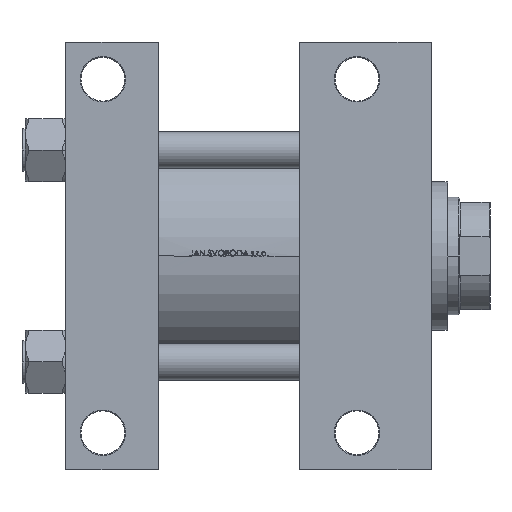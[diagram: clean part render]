
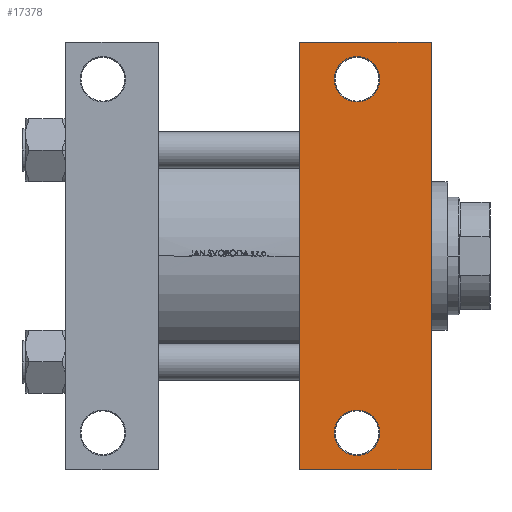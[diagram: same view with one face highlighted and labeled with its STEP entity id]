
A CAD part, front view. The second image highlights one B-rep face of the part: STEP entity #17378.
In plain terms, the highlighted face is planar.
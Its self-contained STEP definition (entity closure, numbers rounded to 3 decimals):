
#524 = VECTOR ( 'NONE', #34571, 1000. ) ;
#1424 = ORIENTED_EDGE ( 'NONE', *, *, #19599, .T. ) ;
#2726 = DIRECTION ( 'NONE',  ( 0., 0., 1. ) ) ;
#3334 = CARTESIAN_POINT ( 'NONE',  ( 159.5, 105., -82.5 ) ) ;
#3629 = ORIENTED_EDGE ( 'NONE', *, *, #17832, .T. ) ;
#4305 = LINE ( 'NONE', #10483, #35879 ) ;
#6344 = LINE ( 'NONE', #26141, #32942 ) ;
#6534 = CARTESIAN_POINT ( 'NONE',  ( 173., -105., -82.5 ) ) ;
#8762 = EDGE_LOOP ( 'NONE', ( #18375, #14155 ) ) ;
#8800 = EDGE_CURVE ( 'NONE', #8937, #45210, #47094, .T. ) ;
#8937 = VERTEX_POINT ( 'NONE', #3334 ) ;
#8983 = DIRECTION ( 'NONE',  ( -1., 0., 0. ) ) ;
#9472 = EDGE_LOOP ( 'NONE', ( #47132, #3629 ) ) ;
#9678 = CARTESIAN_POINT ( 'NONE',  ( 217., 82.5, -82.5 ) ) ;
#10483 = CARTESIAN_POINT ( 'NONE',  ( 139., 82.5, -82.5 ) ) ;
#11623 = CIRCLE ( 'NONE', #22963, 13.5 ) ;
#12321 = CARTESIAN_POINT ( 'NONE',  ( 173., -105., -82.5 ) ) ;
#12572 = DIRECTION ( 'NONE',  ( 0., 0., 1. ) ) ;
#13696 = CARTESIAN_POINT ( 'NONE',  ( 217., -127., -82.5 ) ) ;
#14155 = ORIENTED_EDGE ( 'NONE', *, *, #31102, .T. ) ;
#15013 = LINE ( 'NONE', #23386, #524 ) ;
#16001 = CARTESIAN_POINT ( 'NONE',  ( 139., 127., -82.5 ) ) ;
#17305 = FACE_BOUND ( 'NONE', #9472, .T. ) ;
#17378 = ADVANCED_FACE ( 'NONE', ( #36609, #17305, #32822 ), #44470, .T. ) ;
#17832 = EDGE_CURVE ( 'NONE', #44024, #43632, #38091, .T. ) ;
#18375 = ORIENTED_EDGE ( 'NONE', *, *, #8800, .T. ) ;
#18688 = AXIS2_PLACEMENT_3D ( 'NONE', #24723, #36659, #8983 ) ;
#18901 = CARTESIAN_POINT ( 'NONE',  ( 139., -127., -82.5 ) ) ;
#19086 = EDGE_LOOP ( 'NONE', ( #34881, #27328, #42132, #1424 ) ) ;
#19599 = EDGE_CURVE ( 'NONE', #41368, #22262, #34170, .T. ) ;
#22262 = VERTEX_POINT ( 'NONE', #30374 ) ;
#22419 = EDGE_CURVE ( 'NONE', #43632, #44024, #27756, .T. ) ;
#22782 = DIRECTION ( 'NONE',  ( 0., 0., 1. ) ) ;
#22963 = AXIS2_PLACEMENT_3D ( 'NONE', #42570, #22782, #34985 ) ;
#23386 = CARTESIAN_POINT ( 'NONE',  ( 139., 127., -82.5 ) ) ;
#23636 = EDGE_CURVE ( 'NONE', #36338, #22262, #4305, .T. ) ;
#24723 = CARTESIAN_POINT ( 'NONE',  ( 173., 105., -82.5 ) ) ;
#25172 = DIRECTION ( 'NONE',  ( 0., 0., -1. ) ) ;
#25656 = DIRECTION ( 'NONE',  ( 0., -1., 0. ) ) ;
#26141 = CARTESIAN_POINT ( 'NONE',  ( 217., 82.5, -82.5 ) ) ;
#26221 = DIRECTION ( 'NONE',  ( 0., -1., 0. ) ) ;
#26281 = DIRECTION ( 'NONE',  ( -1., 0., 0. ) ) ;
#26400 = DIRECTION ( 'NONE',  ( -1., 0., 0. ) ) ;
#26843 = DIRECTION ( 'NONE',  ( -1., 0., 0. ) ) ;
#27328 = ORIENTED_EDGE ( 'NONE', *, *, #38289, .T. ) ;
#27756 = CIRCLE ( 'NONE', #29356, 13.5 ) ;
#28773 = CARTESIAN_POINT ( 'NONE',  ( 186.5, -105., -82.5 ) ) ;
#29021 = VERTEX_POINT ( 'NONE', #42234 ) ;
#29356 = AXIS2_PLACEMENT_3D ( 'NONE', #12321, #12572, #48111 ) ;
#30374 = CARTESIAN_POINT ( 'NONE',  ( 139., -127., -82.5 ) ) ;
#31102 = EDGE_CURVE ( 'NONE', #45210, #8937, #11623, .T. ) ;
#31774 = CARTESIAN_POINT ( 'NONE',  ( 186.5, 105., -82.5 ) ) ;
#32822 = FACE_OUTER_BOUND ( 'NONE', #19086, .T. ) ;
#32942 = VECTOR ( 'NONE', #25656, 1000. ) ;
#34170 = LINE ( 'NONE', #18901, #43843 ) ;
#34571 = DIRECTION ( 'NONE',  ( 1., 0., 0. ) ) ;
#34881 = ORIENTED_EDGE ( 'NONE', *, *, #23636, .F. ) ;
#34985 = DIRECTION ( 'NONE',  ( -1., 0., 0. ) ) ;
#35879 = VECTOR ( 'NONE', #26221, 1000. ) ;
#36338 = VERTEX_POINT ( 'NONE', #16001 ) ;
#36609 = FACE_BOUND ( 'NONE', #8762, .T. ) ;
#36659 = DIRECTION ( 'NONE',  ( 0., 0., 1. ) ) ;
#36747 = CARTESIAN_POINT ( 'NONE',  ( 159.5, -105., -82.5 ) ) ;
#37299 = AXIS2_PLACEMENT_3D ( 'NONE', #6534, #2726, #26843 ) ;
#38091 = CIRCLE ( 'NONE', #37299, 13.5 ) ;
#38289 = EDGE_CURVE ( 'NONE', #36338, #29021, #15013, .T. ) ;
#39466 = EDGE_CURVE ( 'NONE', #29021, #41368, #6344, .T. ) ;
#39698 = AXIS2_PLACEMENT_3D ( 'NONE', #9678, #25172, #26400 ) ;
#41368 = VERTEX_POINT ( 'NONE', #13696 ) ;
#42132 = ORIENTED_EDGE ( 'NONE', *, *, #39466, .T. ) ;
#42234 = CARTESIAN_POINT ( 'NONE',  ( 217., 127., -82.5 ) ) ;
#42570 = CARTESIAN_POINT ( 'NONE',  ( 173., 105., -82.5 ) ) ;
#43632 = VERTEX_POINT ( 'NONE', #36747 ) ;
#43843 = VECTOR ( 'NONE', #26281, 1000. ) ;
#44024 = VERTEX_POINT ( 'NONE', #28773 ) ;
#44470 = PLANE ( 'NONE',  #39698 ) ;
#45210 = VERTEX_POINT ( 'NONE', #31774 ) ;
#47094 = CIRCLE ( 'NONE', #18688, 13.5 ) ;
#47132 = ORIENTED_EDGE ( 'NONE', *, *, #22419, .T. ) ;
#48111 = DIRECTION ( 'NONE',  ( -1., 0., 0. ) ) ;
